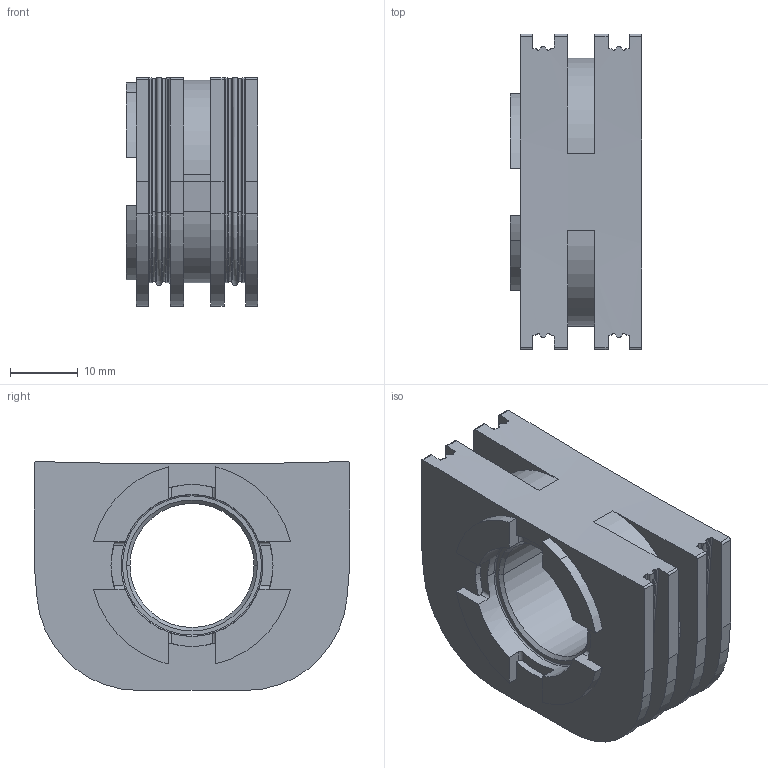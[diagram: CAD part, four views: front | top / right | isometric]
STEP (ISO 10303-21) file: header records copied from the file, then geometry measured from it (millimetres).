
FILE_DESCRIPTION(('CATIA V5 STEP Exchange','CAx-IF Rec.Pracs.--- Model Styling and Organization---1.4--- 2014-01-23'),'2;1');
FILE_NAME ('243994-4_1_2545550000_2545550000.stp','2019-07-08T07:39:14+00:00',('none'),('Weidmueller'),'CATIA Version 5-6 Release 2016 SP3 HF44','CATIA V5 STEP AP214','none');
FILE_SCHEMA(('AUTOMOTIVE_DESIGN { 1 0 10303 214 1 1 1 1 }'));
Length unit declared in the file: millimetre
Products named in the file (1): 2545550000
Bounding box: 19.5 x 46.73 x 33.88 mm (x, y, z)
Volume: 17845.1 mm3; surface area: 8373 mm2
Topology: 1 solids, 1 shells, 216 faces, 550 edges, 338 vertices
Faces by surface type: cylinder 97, plane 75, torus 30, cone 14
Entity records: 6325 total; most frequent: CARTESIAN_POINT 1242, ORIENTED_EDGE 1100, DIRECTION 812, EDGE_CURVE 550, AXIS2_PLACEMENT_3D 372, VERTEX_POINT 338, VECTOR 284, LINE 284
